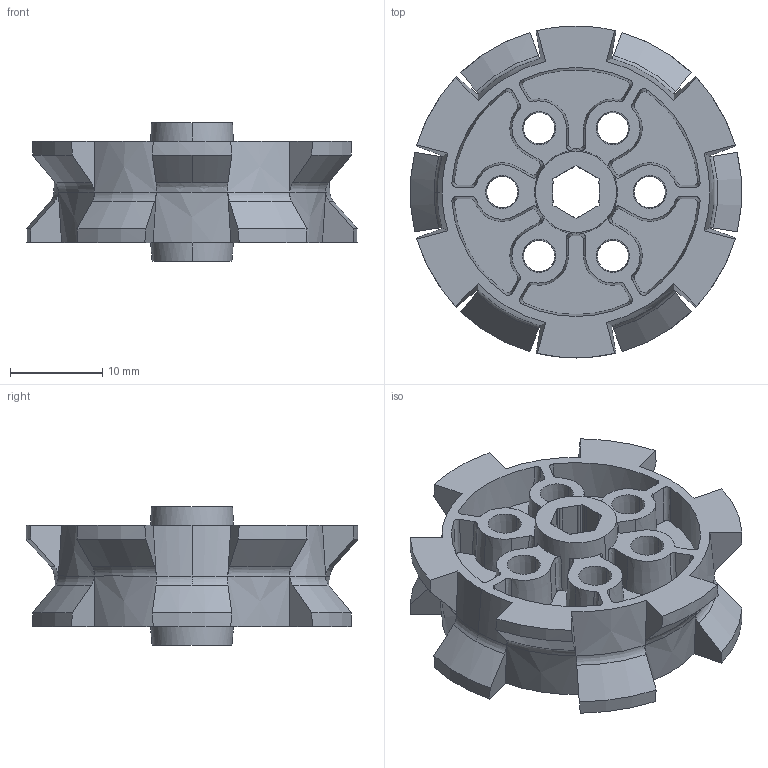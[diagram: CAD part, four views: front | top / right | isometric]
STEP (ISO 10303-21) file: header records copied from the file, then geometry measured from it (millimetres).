
FILE_DESCRIPTION (( 'STEP AP214' ), '1' );
FILE_NAME ('REV-41-1344.STEP', '2017-04-04T03:55:58', ( '' ), ( '' ), 'SwSTEP 2.0', 'SolidWorks 2016', '' );
FILE_SCHEMA (( 'AUTOMOTIVE_DESIGN' ));
Length unit declared in the file: millimetre
Products named in the file (1): REV-41-1344
Bounding box: 35.89 x 36 x 15 mm (x, y, z)
Volume: 5475.5 mm3; surface area: 5655.8 mm2
Topology: 1 solids, 1 shells, 312 faces, 875 edges, 567 vertices
Faces by surface type: plane 106, cone 96, bspline 85, cylinder 25
Entity records: 13060 total; most frequent: CARTESIAN_POINT 5778, ORIENTED_EDGE 1750, DIRECTION 1203, EDGE_CURVE 875, VERTEX_POINT 567, AXIS2_PLACEMENT_3D 472, B_SPLINE_CURVE_WITH_KNOTS 348, EDGE_LOOP 328
